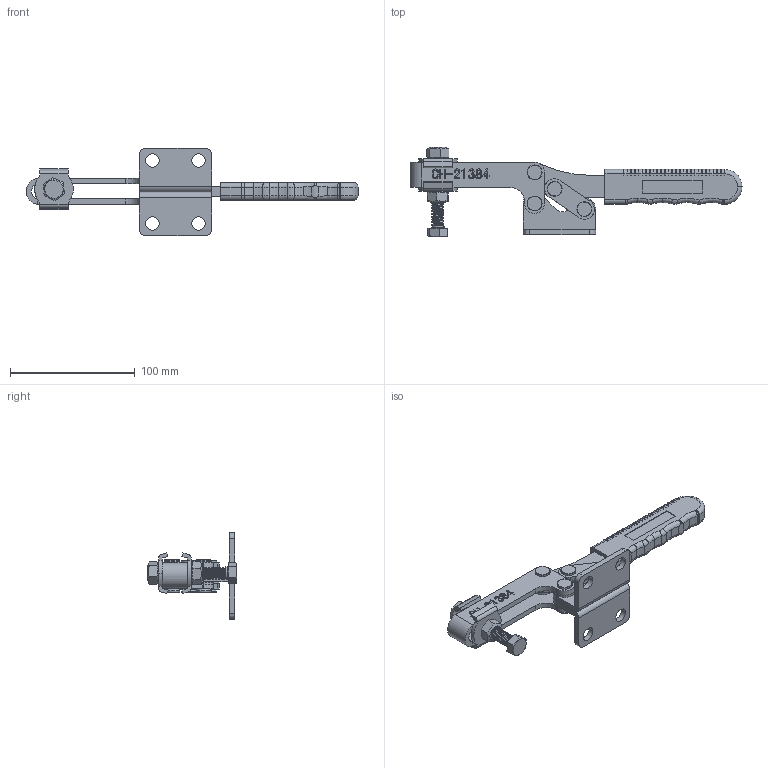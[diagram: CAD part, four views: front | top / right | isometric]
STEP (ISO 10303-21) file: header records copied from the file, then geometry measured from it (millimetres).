
FILE_DESCRIPTION (( 'STEP AP203' ), '1' );
FILE_NAME ('CH-21384.STEP', '2017-11-20T03:18:33', ( 'Windows' ), ( 'Microsoft' ), 'SwSTEP 2.0', 'SolidWorks 2015', '' );
FILE_SCHEMA (( 'CONFIG_CONTROL_DESIGN' ));
Length unit declared in the file: millimetre
Products named in the file (12): 21384-04; 22384-06; FW120; M10; 21384-01; 106512; 22384-05-02; 01; 21384-02; CH-21384; 21384-03; 22384-05-01
Assembly tree (23 placements, depth 2):
  CH-21384
    21384-01
    22384-05-02  x6
    21384-02
    21384-03
    22384-05-01  x2
    21384-04  x2
    22384-06  x4
    FW120  x2
    M10  x2
    106512
    01
Bounding box: 266.49 x 71.5 x 70 mm (x, y, z)
Volume: 122470.3 mm3; surface area: 70539.2 mm2
Topology: 26 solids, 26 shells, 1071 faces, 2674 edges, 1685 vertices
Faces by surface type: plane 380, cylinder 374, bspline 184, torus 106, cone 21, sphere 6
Entity records: 41391 total; most frequent: CARTESIAN_POINT 18098, ORIENTED_EDGE 4726, DIRECTION 4171, EDGE_CURVE 2363, VERTEX_POINT 1487, AXIS2_PLACEMENT_3D 1458, LINE 1255, VECTOR 1255
